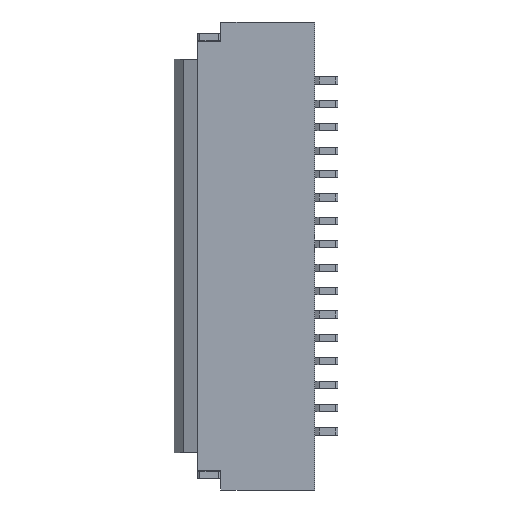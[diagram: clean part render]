
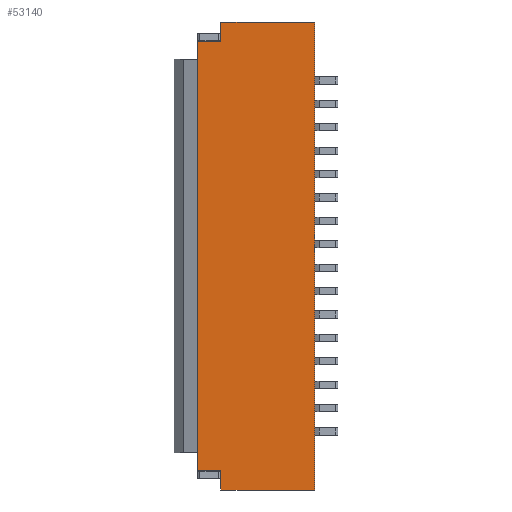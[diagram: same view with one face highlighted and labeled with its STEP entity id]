
A CAD part, front view. The second image highlights one B-rep face of the part: STEP entity #53140.
In plain terms, the highlighted planar face has unit normal (0, -1, 0).
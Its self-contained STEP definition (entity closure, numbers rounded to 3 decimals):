
#5110=CARTESIAN_POINT('',(8.,0.,-0.838));
#5120=DIRECTION('',(1.,0.,0.));
#5130=VECTOR('',#5120,1.);
#5140=LINE('',#5110,#5130);
#5150=CARTESIAN_POINT('',(8.,0.,-0.838));
#5160=VERTEX_POINT('',#5150);
#5170=CARTESIAN_POINT('',(10.,0.,-0.838));
#5180=VERTEX_POINT('',#5170);
#5190=EDGE_CURVE('',#5160,#5180,#5140,.T.);
#13780=CARTESIAN_POINT('',(8.,0.,-1.075));
#13790=DIRECTION('',(0.,0.,-1.));
#13800=VECTOR('',#13790,1.);
#13810=LINE('',#13780,#13800);
#13820=CARTESIAN_POINT('',(8.,0.,-1.25));
#13830=VERTEX_POINT('',#13820);
#13840=EDGE_CURVE('',#5160,#13830,#13810,.T.);
#19930=CARTESIAN_POINT('',(10.,0.,-1.25));
#19940=DIRECTION('',(1.,0.,0.));
#19950=VECTOR('',#19940,1.);
#19960=LINE('',#19930,#19950);
#19970=CARTESIAN_POINT('',(7.5,0.,-1.25));
#19980=VERTEX_POINT('',#19970);
#19990=EDGE_CURVE('',#19980,#13830,#19960,.T.);
#21530=CARTESIAN_POINT('',(7.5,0.,-10.425));
#21540=VERTEX_POINT('',#21530);
#21870=CARTESIAN_POINT('',(7.5,0.,-2.838));
#21880=DIRECTION('',(0.,0.,1.));
#21890=VECTOR('',#21880,1.);
#21900=LINE('',#21870,#21890);
#21910=EDGE_CURVE('',#21540,#19980,#21900,.T.);
#49100=CARTESIAN_POINT('',(8.,0.,-10.425));
#49110=VERTEX_POINT('',#49100);
#49140=CARTESIAN_POINT('',(8.,0.,-10.6));
#49150=DIRECTION('',(0.,0.,1.));
#49160=VECTOR('',#49150,1.);
#49170=LINE('',#49140,#49160);
#49180=CARTESIAN_POINT('',(8.,0.,-10.838));
#49190=VERTEX_POINT('',#49180);
#49200=EDGE_CURVE('',#49190,#49110,#49170,.T.);
#52770=CARTESIAN_POINT('',(10.,0.,-10.425));
#52780=DIRECTION('',(1.,0.,0.));
#52790=VECTOR('',#52780,1.);
#52800=LINE('',#52770,#52790);
#52810=EDGE_CURVE('',#21540,#49110,#52800,.T.);
#52870=CARTESIAN_POINT('',(7.5,0.,4.));
#52880=DIRECTION('',(0.,-1.,0.));
#52890=DIRECTION('',(1.,0.,0.));
#52900=AXIS2_PLACEMENT_3D('',#52870,#52880,#52890);
#52910=PLANE('',#52900);
#52920=ORIENTED_EDGE('',*,*,#19990,.F.);
#52930=ORIENTED_EDGE('',*,*,#13840,.T.);
#52940=ORIENTED_EDGE('',*,*,#5190,.F.);
#52950=CARTESIAN_POINT('',(10.,0.,-19.675));
#52960=DIRECTION('',(0.,0.,1.));
#52970=VECTOR('',#52960,1.);
#52980=LINE('',#52950,#52970);
#52990=CARTESIAN_POINT('',(10.,0.,-10.838));
#53000=VERTEX_POINT('',#52990);
#53010=EDGE_CURVE('',#53000,#5180,#52980,.T.);
#53020=ORIENTED_EDGE('',*,*,#53010,.T.);
#53030=CARTESIAN_POINT('',(8.,0.,-10.838));
#53040=DIRECTION('',(1.,0.,0.));
#53050=VECTOR('',#53040,1.);
#53060=LINE('',#53030,#53050);
#53070=EDGE_CURVE('',#49190,#53000,#53060,.T.);
#53080=ORIENTED_EDGE('',*,*,#53070,.T.);
#53090=ORIENTED_EDGE('',*,*,#49200,.F.);
#53100=ORIENTED_EDGE('',*,*,#52810,.T.);
#53110=ORIENTED_EDGE('',*,*,#21910,.F.);
#53120=EDGE_LOOP('',(#53110,#53100,#53090,#53080,#53020,#52940,#52930,
#52920));
#53130=FACE_OUTER_BOUND('',#53120,.T.);
#53140=ADVANCED_FACE('',(#53130),#52910,.T.);
